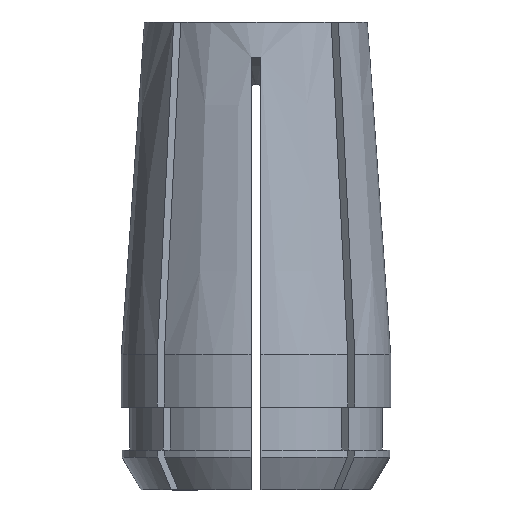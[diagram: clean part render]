
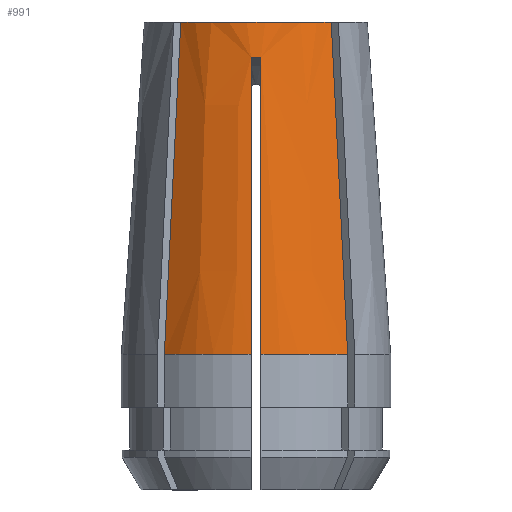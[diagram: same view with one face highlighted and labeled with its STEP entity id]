
A CAD part, front view. The second image highlights one B-rep face of the part: STEP entity #991.
In plain terms, the highlighted conical face has half-angle 4.001 degrees and reference radius 13.487 mm.
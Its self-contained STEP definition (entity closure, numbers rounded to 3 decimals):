
#45 = VERTEX_POINT ( 'NONE', #3602 ) ;
#146 = DIRECTION ( 'NONE',  ( -1., 0., 0. ) ) ;
#176 = CARTESIAN_POINT ( 'NONE',  ( 0.5, -11.451, -4.296 ) ) ;
#185 = CARTESIAN_POINT ( 'NONE',  ( 0.5, -12.025, -12.49 ) ) ;
#204 = VERTEX_POINT ( 'NONE', #2203 ) ;
#260 = CARTESIAN_POINT ( 'NONE',  ( 0.5, -11.396, -3.507 ) ) ;
#262 = DIRECTION ( 'NONE',  ( 1., 0., 0. ) ) ;
#317 = EDGE_CURVE ( 'NONE', #1895, #204, #1867, .T. ) ;
#353 = DIRECTION ( 'NONE',  ( 1., 0., 0. ) ) ;
#391 = CARTESIAN_POINT ( 'NONE',  ( -9.177, -9.884, -33.24 ) ) ;
#417 = CARTESIAN_POINT ( 'NONE',  ( -8.762, -9.469, -24.856 ) ) ;
#429 = CARTESIAN_POINT ( 'NONE',  ( -7.798, -8.505, -5.391 ) ) ;
#444 = EDGE_CURVE ( 'NONE', #45, #2500, #515, .T. ) ;
#515 = B_SPLINE_CURVE_WITH_KNOTS ( 'NONE', 3,
 ( #2184, #3061, #1577, #2430, #2442, #185, #176, #3590, #1628, #2149 ),
 .UNSPECIFIED., .F., .F.,
 ( 4, 3, 3, 4 ),
 ( 0.02, 0.025, 0.049, 0.05 ),
 .UNSPECIFIED. ) ;
#705 = VERTEX_POINT ( 'NONE', #1122 ) ;
#731 = CARTESIAN_POINT ( 'NONE',  ( -7.665, -8.372, -2.696 ) ) ;
#737 = CARTESIAN_POINT ( 'NONE',  ( -0.5, -12.599, -20.685 ) ) ;
#813 = CARTESIAN_POINT ( 'NONE',  ( -0.167, -11.41, -3.498 ) ) ;
#893 = EDGE_CURVE ( 'NONE', #705, #204, #2460, .T. ) ;
#961 = CARTESIAN_POINT ( 'NONE',  ( -8.347, -9.054, -16.471 ) ) ;
#981 = CARTESIAN_POINT ( 'NONE',  ( -0.5, -13.478, -33.24 ) ) ;
#991 = ADVANCED_FACE ( 'NONE', ( #2529 ), #1957, .T. ) ;
#992 = CARTESIAN_POINT ( 'NONE',  ( -0.5, -11.451, -4.296 ) ) ;
#1055 = CARTESIAN_POINT ( 'NONE',  ( -0.5, -13.478, -33.24 ) ) ;
#1056 = VERTEX_POINT ( 'NONE', #2458 ) ;
#1122 = CARTESIAN_POINT ( 'NONE',  ( 9.177, -9.884, -33.24 ) ) ;
#1149 = EDGE_CURVE ( 'NONE', #1890, #1524, #2911, .T. ) ;
#1199 = EDGE_CURVE ( 'NONE', #1056, #2500, #3072, .T. ) ;
#1201 = CARTESIAN_POINT ( 'NONE',  ( 8.347, -9.054, -16.471 ) ) ;
#1209 = CARTESIAN_POINT ( 'NONE',  ( 7.932, -8.639, -8.087 ) ) ;
#1235 = CARTESIAN_POINT ( 'NONE',  ( 7.531, -8.238, 0. ) ) ;
#1242 = AXIS2_PLACEMENT_3D ( 'NONE', #2595, #2056, #353 ) ;
#1259 = CARTESIAN_POINT ( 'NONE',  ( -0.5, -13.274, -30.333 ) ) ;
#1290 = CARTESIAN_POINT ( 'NONE',  ( -0.5, -13.376, -31.787 ) ) ;
#1409 = DIRECTION ( 'NONE',  ( 0., 0., 1. ) ) ;
#1519 = ORIENTED_EDGE ( 'NONE', *, *, #1943, .T. ) ;
#1524 = VERTEX_POINT ( 'NONE', #1055 ) ;
#1577 = CARTESIAN_POINT ( 'NONE',  ( 0.5, -13.274, -30.333 ) ) ;
#1578 = CARTESIAN_POINT ( 'NONE',  ( -0.5, -13.173, -28.88 ) ) ;
#1628 = CARTESIAN_POINT ( 'NONE',  ( 0.5, -11.415, -3.77 ) ) ;
#1662 = CARTESIAN_POINT ( 'NONE',  ( -0.5, -11.396, -3.507 ) ) ;
#1673 = CARTESIAN_POINT ( 'NONE',  ( 0., 0., -33.24 ) ) ;
#1761 = CARTESIAN_POINT ( 'NONE',  ( 7.798, -8.505, -5.391 ) ) ;
#1803 = ORIENTED_EDGE ( 'NONE', *, *, #1199, .T. ) ;
#1805 = CARTESIAN_POINT ( 'NONE',  ( 0.5, -11.396, -3.507 ) ) ;
#1867 = CIRCLE ( 'NONE', #1929, 11.162 ) ;
#1890 = VERTEX_POINT ( 'NONE', #3489 ) ;
#1895 = VERTEX_POINT ( 'NONE', #2649 ) ;
#1929 = AXIS2_PLACEMENT_3D ( 'NONE', #3177, #3140, #262 ) ;
#1931 = ORIENTED_EDGE ( 'NONE', *, *, #317, .F. ) ;
#1943 = EDGE_CURVE ( 'NONE', #1524, #1056, #2161, .T. ) ;
#1957 = CONICAL_SURFACE ( 'NONE', #2047, 13.487, 0.07 ) ;
#1958 = AXIS2_PLACEMENT_3D ( 'NONE', #1673, #1409, #3694 ) ;
#1992 = ORIENTED_EDGE ( 'NONE', *, *, #444, .F. ) ;
#2047 = AXIS2_PLACEMENT_3D ( 'NONE', #3551, #2732, #146 ) ;
#2053 = CARTESIAN_POINT ( 'NONE',  ( 8.762, -9.469, -24.856 ) ) ;
#2056 = DIRECTION ( 'NONE',  ( 0., 0., 1. ) ) ;
#2149 = CARTESIAN_POINT ( 'NONE',  ( 0.5, -11.396, -3.507 ) ) ;
#2161 = B_SPLINE_CURVE_WITH_KNOTS ( 'NONE', 3,
 ( #981, #1290, #1259, #1578, #737, #3299, #992, #3591, #2989, #3307 ),
 .UNSPECIFIED., .F., .F.,
 ( 4, 3, 3, 4 ),
 ( 0.02, 0.025, 0.049, 0.05 ),
 .UNSPECIFIED. ) ;
#2184 = CARTESIAN_POINT ( 'NONE',  ( 0.5, -13.478, -33.24 ) ) ;
#2203 = CARTESIAN_POINT ( 'NONE',  ( 7.531, -8.238, 0. ) ) ;
#2428 = EDGE_CURVE ( 'NONE', #45, #705, #3604, .T. ) ;
#2430 = CARTESIAN_POINT ( 'NONE',  ( 0.5, -13.173, -28.88 ) ) ;
#2442 = CARTESIAN_POINT ( 'NONE',  ( 0.5, -12.599, -20.685 ) ) ;
#2458 = CARTESIAN_POINT ( 'NONE',  ( -0.5, -11.396, -3.507 ) ) ;
#2460 = B_SPLINE_CURVE_WITH_KNOTS ( 'NONE', 3,
 ( #3475, #2053, #1201, #1209, #1761, #3511, #1235 ),
 .UNSPECIFIED., .F., .F.,
 ( 4, 3, 4 ),
 ( 0., 0.025, 0.033 ),
 .UNSPECIFIED. ) ;
#2500 = VERTEX_POINT ( 'NONE', #1805 ) ;
#2529 = FACE_OUTER_BOUND ( 'NONE', #3355, .T. ) ;
#2565 = ORIENTED_EDGE ( 'NONE', *, *, #2428, .T. ) ;
#2595 = CARTESIAN_POINT ( 'NONE',  ( 0., 0., -33.24 ) ) ;
#2649 = CARTESIAN_POINT ( 'NONE',  ( -7.531, -8.238, 0. ) ) ;
#2717 = CARTESIAN_POINT ( 'NONE',  ( -7.531, -8.238, 0. ) ) ;
#2732 = DIRECTION ( 'NONE',  ( 0., 0., -1. ) ) ;
#2784 = ORIENTED_EDGE ( 'NONE', *, *, #893, .T. ) ;
#2804 = CARTESIAN_POINT ( 'NONE',  ( 0.167, -11.41, -3.498 ) ) ;
#2911 = CIRCLE ( 'NONE', #1958, 13.487 ) ;
#2976 = EDGE_CURVE ( 'NONE', #1890, #1895, #3223, .T. ) ;
#2989 = CARTESIAN_POINT ( 'NONE',  ( -0.5, -11.415, -3.77 ) ) ;
#3061 = CARTESIAN_POINT ( 'NONE',  ( 0.5, -13.376, -31.787 ) ) ;
#3072 = B_SPLINE_CURVE_WITH_KNOTS ( 'NONE', 3,
 ( #1662, #813, #2804, #260 ),
 .UNSPECIFIED., .F., .F.,
 ( 4, 4 ),
 ( 0., 0.001 ),
 .UNSPECIFIED. ) ;
#3140 = DIRECTION ( 'NONE',  ( 0., 0., 1. ) ) ;
#3177 = CARTESIAN_POINT ( 'NONE',  ( 0., 0., 0. ) ) ;
#3182 = ORIENTED_EDGE ( 'NONE', *, *, #1149, .T. ) ;
#3223 = B_SPLINE_CURVE_WITH_KNOTS ( 'NONE', 3,
 ( #391, #417, #961, #3282, #429, #731, #2717 ),
 .UNSPECIFIED., .F., .F.,
 ( 4, 3, 4 ),
 ( 0., 0.025, 0.033 ),
 .UNSPECIFIED. ) ;
#3282 = CARTESIAN_POINT ( 'NONE',  ( -7.932, -8.639, -8.087 ) ) ;
#3299 = CARTESIAN_POINT ( 'NONE',  ( -0.5, -12.025, -12.49 ) ) ;
#3307 = CARTESIAN_POINT ( 'NONE',  ( -0.5, -11.396, -3.507 ) ) ;
#3355 = EDGE_LOOP ( 'NONE', ( #3603, #3182, #1519, #1803, #1992, #2565, #2784, #1931 ) ) ;
#3475 = CARTESIAN_POINT ( 'NONE',  ( 9.177, -9.884, -33.24 ) ) ;
#3489 = CARTESIAN_POINT ( 'NONE',  ( -9.177, -9.884, -33.24 ) ) ;
#3511 = CARTESIAN_POINT ( 'NONE',  ( 7.665, -8.372, -2.696 ) ) ;
#3551 = CARTESIAN_POINT ( 'NONE',  ( 0., 0., -33.24 ) ) ;
#3590 = CARTESIAN_POINT ( 'NONE',  ( 0.5, -11.433, -4.033 ) ) ;
#3591 = CARTESIAN_POINT ( 'NONE',  ( -0.5, -11.433, -4.033 ) ) ;
#3602 = CARTESIAN_POINT ( 'NONE',  ( 0.5, -13.478, -33.24 ) ) ;
#3603 = ORIENTED_EDGE ( 'NONE', *, *, #2976, .F. ) ;
#3604 = CIRCLE ( 'NONE', #1242, 13.487 ) ;
#3694 = DIRECTION ( 'NONE',  ( 1., 0., 0. ) ) ;
